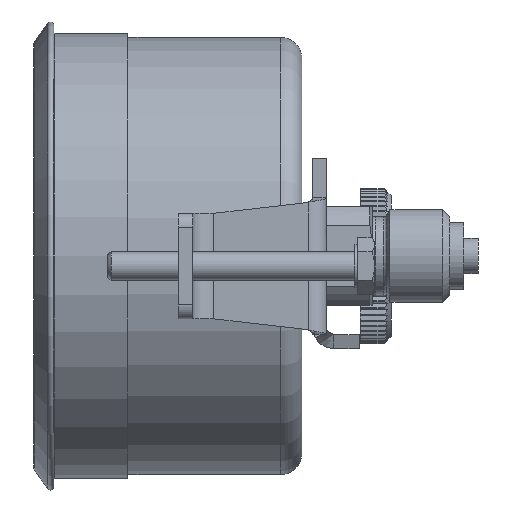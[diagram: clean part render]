
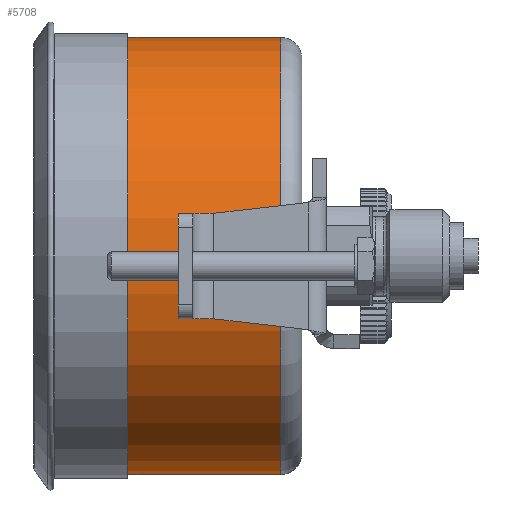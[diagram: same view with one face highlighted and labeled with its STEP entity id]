
A CAD part, left-side view. The second image highlights one B-rep face of the part: STEP entity #5708.
In plain terms, the highlighted cylindrical face has radius 31 mm (diameter 62 mm), a full revolution.
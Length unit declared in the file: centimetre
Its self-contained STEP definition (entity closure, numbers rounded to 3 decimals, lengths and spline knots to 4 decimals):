
#199=CYLINDRICAL_SURFACE('',#6094,3.1);
#296=FACE_BOUND('',#662,.T.);
#340=FACE_OUTER_BOUND('',#661,.T.);
#661=EDGE_LOOP('',(#3724));
#662=EDGE_LOOP('',(#3725));
#1078=CIRCLE('',#6093,3.1);
#1079=CIRCLE('',#6095,3.1);
#2338=VERTEX_POINT('',#8425);
#2339=VERTEX_POINT('',#8428);
#2894=EDGE_CURVE('',#2338,#2338,#1078,.T.);
#2895=EDGE_CURVE('',#2339,#2339,#1079,.T.);
#3724=ORIENTED_EDGE('',*,*,#2895,.T.);
#3725=ORIENTED_EDGE('',*,*,#2894,.F.);
#5708=ADVANCED_FACE('',(#340,#296),#199,.T.);
#6093=AXIS2_PLACEMENT_3D('',#8426,#6805,#6806);
#6094=AXIS2_PLACEMENT_3D('',#8427,#6807,#6808);
#6095=AXIS2_PLACEMENT_3D('',#8429,#6809,#6810);
#6805=DIRECTION('center_axis',(0.,1.,0.));
#6806=DIRECTION('ref_axis',(-1.,0.,0.));
#6807=DIRECTION('center_axis',(0.,1.,0.));
#6808=DIRECTION('ref_axis',(-1.,0.,0.));
#6809=DIRECTION('center_axis',(0.,1.,0.));
#6810=DIRECTION('ref_axis',(-1.,0.,0.));
#8425=CARTESIAN_POINT('',(3.1,2.4666,0.));
#8426=CARTESIAN_POINT('Origin',(0.,2.4666,0.));
#8427=CARTESIAN_POINT('Origin',(0.,1.44,0.));
#8428=CARTESIAN_POINT('',(-3.1,0.3,0.));
#8429=CARTESIAN_POINT('Origin',(0.,0.3,0.));
